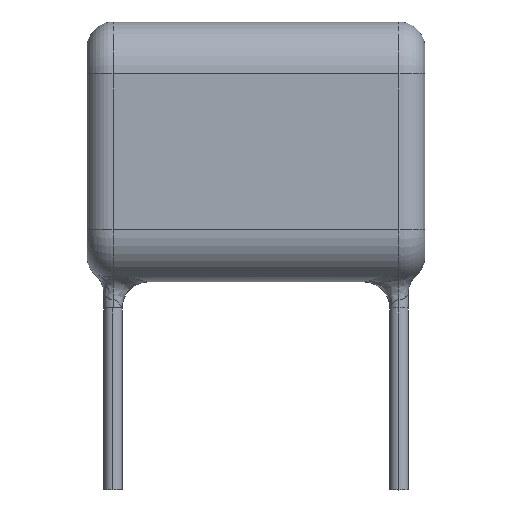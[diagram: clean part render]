
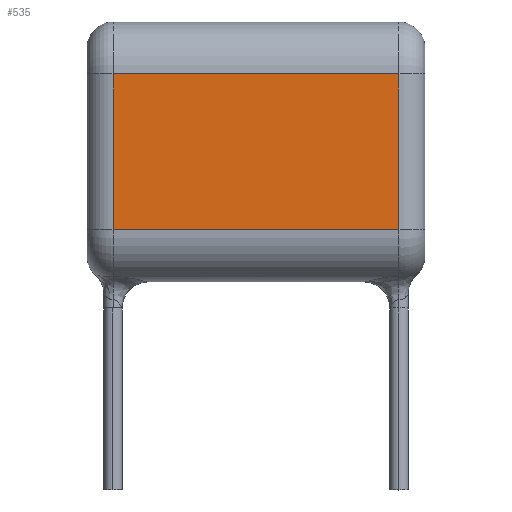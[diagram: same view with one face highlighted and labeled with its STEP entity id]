
A CAD part, top view. The second image highlights one B-rep face of the part: STEP entity #535.
In plain terms, the highlighted planar face has unit normal (0, 0, 1).
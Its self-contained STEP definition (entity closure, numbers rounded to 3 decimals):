
#6 = VECTOR ( 'NONE', #1455, 1000. ) ;
#80 = VECTOR ( 'NONE', #1392, 1000. ) ;
#115 = ORIENTED_EDGE ( 'NONE', *, *, #1202, .T. ) ;
#123 = EDGE_CURVE ( 'NONE', #1295, #237, #456, .T. ) ;
#176 = CARTESIAN_POINT ( 'NONE',  ( 6.5, 2., 2. ) ) ;
#212 = EDGE_LOOP ( 'NONE', ( #709, #115, #575, #650 ) ) ;
#237 = VERTEX_POINT ( 'NONE', #533 ) ;
#355 = DIRECTION ( 'NONE',  ( -1., 0., 0. ) ) ;
#456 = LINE ( 'NONE', #176, #1407 ) ;
#475 = PLANE ( 'NONE',  #1301 ) ;
#479 = DIRECTION ( 'NONE',  ( 0., 0., -1. ) ) ;
#517 = DIRECTION ( 'NONE',  ( 1., 0., 0. ) ) ;
#533 = CARTESIAN_POINT ( 'NONE',  ( 5.5, 2., 2. ) ) ;
#535 = ADVANCED_FACE ( 'NONE', ( #768 ), #475, .F. ) ;
#575 = ORIENTED_EDGE ( 'NONE', *, *, #123, .T. ) ;
#631 = CARTESIAN_POINT ( 'NONE',  ( -6.5, 8., 2. ) ) ;
#650 = ORIENTED_EDGE ( 'NONE', *, *, #988, .T. ) ;
#683 = DIRECTION ( 'NONE',  ( 0., -1., 0. ) ) ;
#695 = LINE ( 'NONE', #631, #6 ) ;
#709 = ORIENTED_EDGE ( 'NONE', *, *, #1508, .T. ) ;
#768 = FACE_OUTER_BOUND ( 'NONE', #212, .T. ) ;
#908 = CARTESIAN_POINT ( 'NONE',  ( -5.5, 10., 2. ) ) ;
#944 = VECTOR ( 'NONE', #683, 1000. ) ;
#988 = EDGE_CURVE ( 'NONE', #237, #1137, #1404, .T. ) ;
#1009 = CARTESIAN_POINT ( 'NONE',  ( 5.5, 8., 2. ) ) ;
#1030 = LINE ( 'NONE', #908, #944 ) ;
#1041 = CARTESIAN_POINT ( 'NONE',  ( 6.5, 10., 2. ) ) ;
#1067 = CARTESIAN_POINT ( 'NONE',  ( -5.5, 2., 2. ) ) ;
#1137 = VERTEX_POINT ( 'NONE', #1009 ) ;
#1179 = CARTESIAN_POINT ( 'NONE',  ( -5.5, 8., 2. ) ) ;
#1202 = EDGE_CURVE ( 'NONE', #1279, #1295, #1030, .T. ) ;
#1263 = CARTESIAN_POINT ( 'NONE',  ( 5.5, 10., 2. ) ) ;
#1279 = VERTEX_POINT ( 'NONE', #1179 ) ;
#1295 = VERTEX_POINT ( 'NONE', #1067 ) ;
#1301 = AXIS2_PLACEMENT_3D ( 'NONE', #1041, #479, #355 ) ;
#1392 = DIRECTION ( 'NONE',  ( 0., 1., 0. ) ) ;
#1404 = LINE ( 'NONE', #1263, #80 ) ;
#1407 = VECTOR ( 'NONE', #517, 1000. ) ;
#1455 = DIRECTION ( 'NONE',  ( -1., 0., 0. ) ) ;
#1508 = EDGE_CURVE ( 'NONE', #1137, #1279, #695, .T. ) ;
